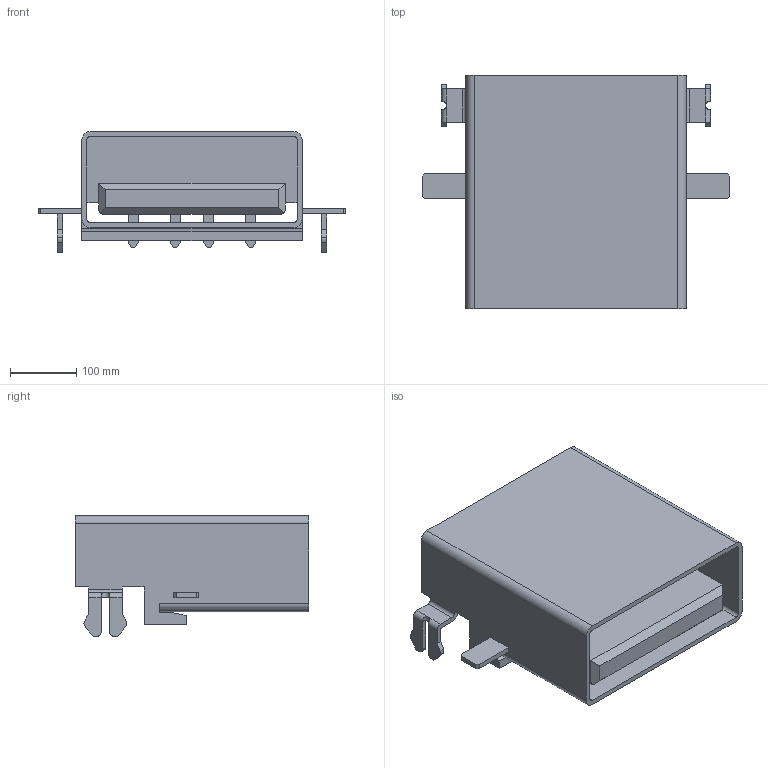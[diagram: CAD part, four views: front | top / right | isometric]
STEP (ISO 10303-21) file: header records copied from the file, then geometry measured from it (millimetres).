
FILE_DESCRIPTION((''),'2;1');
FILE_NAME('UAA04C307','2012-09-12T',('Administrator'),(''),'PRO/ENGINEER BY PARAMETRIC TECHNOLOGY CORPORATION, 2011310','PRO/ENGINEER BY PARAMETRIC TECHNOLOGY CORPORATION, 2011310','');
FILE_SCHEMA(('CONFIG_CONTROL_DESIGN'));
Length unit declared in the file: inch
Products named in the file (1): UAA04C307
Bounding box: 464.82 x 353.06 x 182.88 mm (x, y, z)
Volume: 8779036.7 mm3; surface area: 886454.1 mm2
Topology: 1 solids, 1 shells, 168 faces, 483 edges, 318 vertices
Faces by surface type: plane 136, cylinder 32
Entity records: 5499 total; most frequent: CARTESIAN_POINT 1009, ORIENTED_EDGE 966, DIRECTION 871, EDGE_CURVE 483, VECTOR 415, LINE 415, VERTEX_POINT 318, AXIS2_PLACEMENT_3D 228
